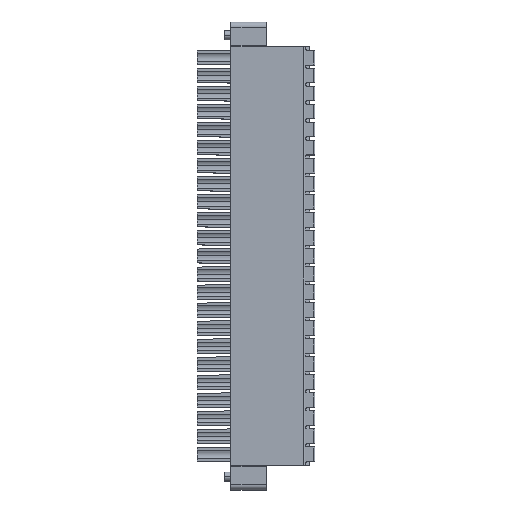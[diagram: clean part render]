
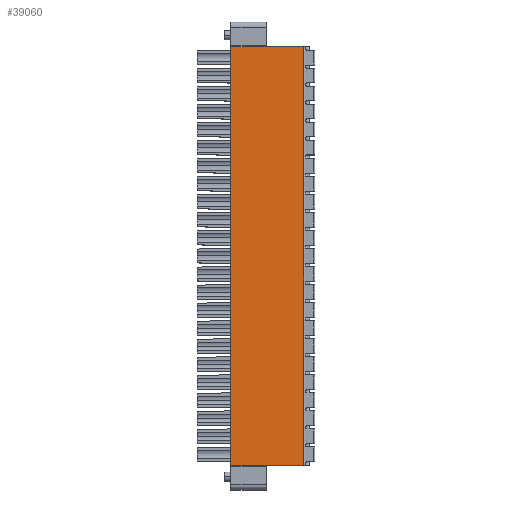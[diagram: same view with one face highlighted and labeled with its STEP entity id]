
A CAD part, top view. The second image highlights one B-rep face of the part: STEP entity #39060.
In plain terms, the highlighted planar face has unit normal (0, 0, 1).
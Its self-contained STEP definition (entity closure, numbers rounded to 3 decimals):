
#12148=DIRECTION('',(0.,1.,0.));
#12149=VECTOR('',#12148,81.2);
#12150=CARTESIAN_POINT('',(-6.625,-35.645,23.4));
#12151=LINE('',#12150,#12149);
#12152=DIRECTION('',(0.,-1.,0.));
#12153=VECTOR('',#12152,81.2);
#12154=CARTESIAN_POINT('',(7.575,45.555,23.4));
#12155=LINE('',#12154,#12153);
#12156=DIRECTION('',(-1.,0.,0.));
#12157=VECTOR('',#12156,6.95);
#12158=CARTESIAN_POINT('',(0.325,45.555,23.4));
#12159=LINE('',#12158,#12157);
#12240=DIRECTION('',(-1.,0.,0.));
#12241=VECTOR('',#12240,7.25);
#12242=CARTESIAN_POINT('',(7.575,45.555,23.4));
#12243=LINE('',#12242,#12241);
#12526=DIRECTION('',(1.,0.,0.));
#12527=VECTOR('',#12526,7.25);
#12528=CARTESIAN_POINT('',(0.325,-35.645,23.4));
#12529=LINE('',#12528,#12527);
#14147=DIRECTION('',(1.,0.,0.));
#14148=VECTOR('',#14147,6.95);
#14149=CARTESIAN_POINT('',(-6.625,-35.645,23.4));
#14150=LINE('',#14149,#14148);
#17655=CARTESIAN_POINT('',(-6.625,-35.645,23.4));
#17657=VERTEX_POINT('',#17655);
#17824=CARTESIAN_POINT('',(7.575,-35.645,23.4));
#17825=VERTEX_POINT('',#17824);
#17826=CARTESIAN_POINT('',(0.325,-35.645,23.4));
#17827=VERTEX_POINT('',#17826);
#22263=CARTESIAN_POINT('',(-6.625,45.555,23.4));
#22264=VERTEX_POINT('',#22263);
#22344=CARTESIAN_POINT('',(7.575,45.555,23.4));
#22345=VERTEX_POINT('',#22344);
#22346=CARTESIAN_POINT('',(0.325,45.555,23.4));
#22347=VERTEX_POINT('',#22346);
#39043=CARTESIAN_POINT('',(4.299,13.355,23.4));
#39044=DIRECTION('',(0.,0.,1.));
#39045=DIRECTION('',(-1.,0.,0.));
#39046=AXIS2_PLACEMENT_3D('',#39043,#39044,#39045);
#39047=PLANE('',#39046);
#39048=ORIENTED_EDGE('',*,*,#22572,.T.);
#39050=ORIENTED_EDGE('',*,*,#39049,.F.);
#39052=ORIENTED_EDGE('',*,*,#39051,.F.);
#39053=ORIENTED_EDGE('',*,*,#39033,.T.);
#39055=ORIENTED_EDGE('',*,*,#39054,.F.);
#39057=ORIENTED_EDGE('',*,*,#39056,.F.);
#39058=EDGE_LOOP('',(#39048,#39050,#39052,#39053,#39055,#39057));
#39059=FACE_OUTER_BOUND('',#39058,.F.);
#22572=EDGE_CURVE('',#17657,#22264,#12151,.T.);
#39033=EDGE_CURVE('',#22345,#17825,#12155,.T.);
#39049=EDGE_CURVE('',#22347,#22264,#12159,.T.);
#39051=EDGE_CURVE('',#22345,#22347,#12243,.T.);
#39054=EDGE_CURVE('',#17827,#17825,#12529,.T.);
#39056=EDGE_CURVE('',#17657,#17827,#14150,.T.);
#39060=ADVANCED_FACE('',(#39059),#39047,.T.);
